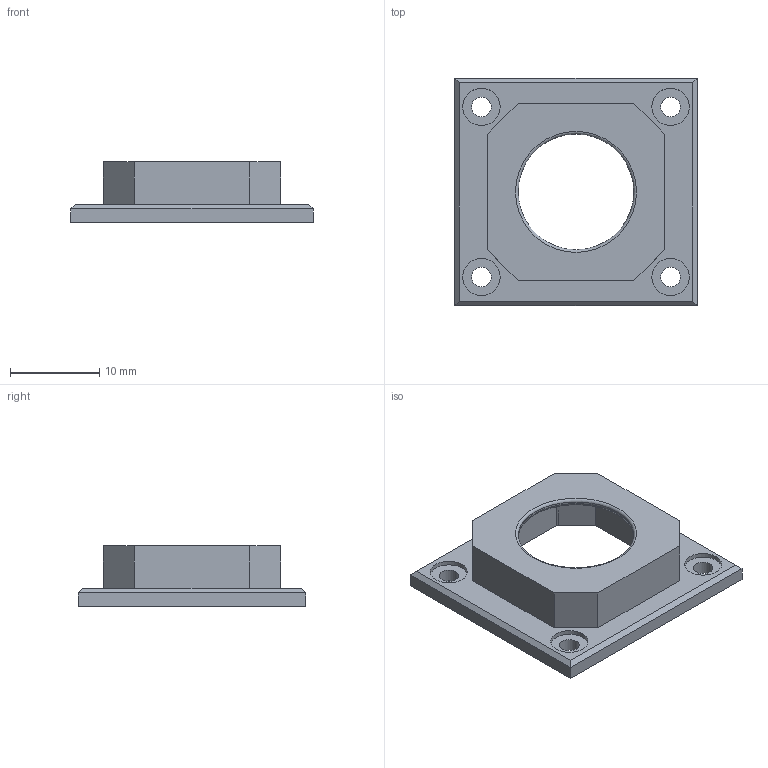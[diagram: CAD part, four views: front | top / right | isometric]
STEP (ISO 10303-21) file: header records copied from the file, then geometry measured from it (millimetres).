
FILE_DESCRIPTION(/* description */ (''),/* implementation_level */ '2;1');
FILE_NAME(/* name */ '',/* time_stamp */ '2025-08-19T10:50:55+09:00',/* author */ (''),/* organization */ (''),/* preprocessor_version */ 'ST-DEVELOPER v20.1',/* originating_system */ 'Autodesk Translation Framework v14.10.0.0',/* authorisation */ '');
FILE_SCHEMA (('AUTOMOTIVE_DESIGN { 1 0 10303 214 3 1 1 }'));
Length unit declared in the file: millimetre
Products named in the file (1): アナログスティック＆エンコーダー(
EVQ-VVD00203B)_トップハウジング_v0.03
Bounding box: 27.23 x 25.52 x 6.8 mm (x, y, z)
Volume: 985.7 mm3; surface area: 2116.3 mm2
Topology: 1 solids, 1 shells, 46 faces, 110 edges, 72 vertices
Faces by surface type: plane 35, cylinder 9, torus 2
Full cylindrical faces by diameter (mm): 2.2 x4, 4.2 x4, 13 x1
Entity records: 1386 total; most frequent: CARTESIAN_POINT 229, DIRECTION 228, ORIENTED_EDGE 220, EDGE_CURVE 110, LINE 86, VECTOR 86, VERTEX_POINT 72, AXIS2_PLACEMENT_3D 71
